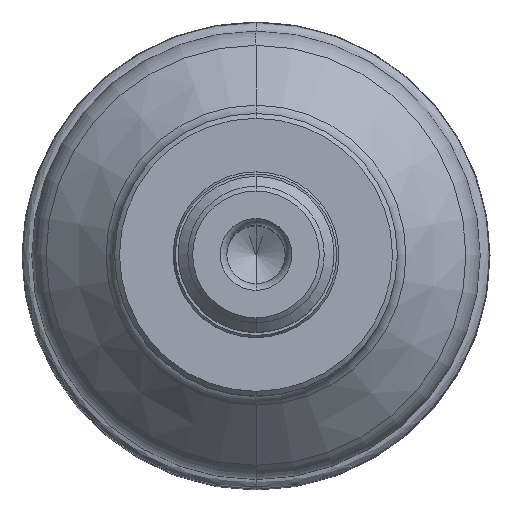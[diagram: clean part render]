
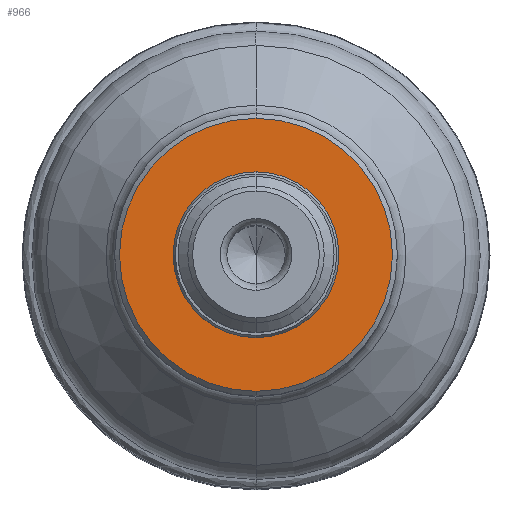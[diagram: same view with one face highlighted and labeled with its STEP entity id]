
A CAD part, top view. The second image highlights one B-rep face of the part: STEP entity #966.
In plain terms, the highlighted face is planar.
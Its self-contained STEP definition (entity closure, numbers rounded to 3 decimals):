
#18=CARTESIAN_POINT('',(0.,0.,0.));
#19=DIRECTION('',(0.,0.,-1.));
#20=DIRECTION('',(0.,1.,0.));
#21=AXIS2_PLACEMENT_3D('',#18,#19,#20);
#27=CARTESIAN_POINT('',(0.,0.,0.));
#28=DIRECTION('',(0.,0.,-1.));
#29=DIRECTION('',(0.,-1.,0.));
#30=AXIS2_PLACEMENT_3D('',#27,#28,#29);
#49=CARTESIAN_POINT('',(0.,0.,0.));
#50=DIRECTION('',(0.,0.,1.));
#51=DIRECTION('',(0.,1.,0.));
#52=AXIS2_PLACEMENT_3D('',#49,#50,#51);
#57=CARTESIAN_POINT('',(0.,0.,0.));
#58=DIRECTION('',(0.,0.,-1.));
#59=DIRECTION('',(0.,1.,0.));
#60=AXIS2_PLACEMENT_3D('',#57,#58,#59);
#873=CARTESIAN_POINT('',(0.,14.,0.));
#875=VERTEX_POINT('',#873);
#903=CARTESIAN_POINT('',(0.,-14.,0.));
#905=VERTEX_POINT('',#903);
#907=CARTESIAN_POINT('',(0.,8.435,0.));
#908=CARTESIAN_POINT('',(0.,-8.435,0.));
#909=VERTEX_POINT('',#907);
#910=VERTEX_POINT('',#908);
#949=CARTESIAN_POINT('',(0.,0.,0.));
#950=DIRECTION('',(0.,0.,-1.));
#951=DIRECTION('',(0.,-1.,0.));
#952=AXIS2_PLACEMENT_3D('',#949,#950,#951);
#953=PLANE('',#952);
#955=ORIENTED_EDGE('',*,*,#954,.T.);
#957=ORIENTED_EDGE('',*,*,#956,.F.);
#958=EDGE_LOOP('',(#955,#957));
#959=FACE_OUTER_BOUND('',#958,.F.);
#961=ORIENTED_EDGE('',*,*,#960,.T.);
#963=ORIENTED_EDGE('',*,*,#962,.T.);
#964=EDGE_LOOP('',(#961,#963));
#965=FACE_BOUND('',#964,.F.);
#966=ADVANCED_FACE('',(#959,#965),#953,.T.);
#22=CIRCLE('',#21,8.435);
#31=CIRCLE('',#30,8.435);
#53=CIRCLE('',#52,14.);
#61=CIRCLE('',#60,14.);
#954=EDGE_CURVE('',#875,#905,#53,.T.);
#956=EDGE_CURVE('',#875,#905,#61,.T.);
#960=EDGE_CURVE('',#909,#910,#22,.T.);
#962=EDGE_CURVE('',#910,#909,#31,.T.);
